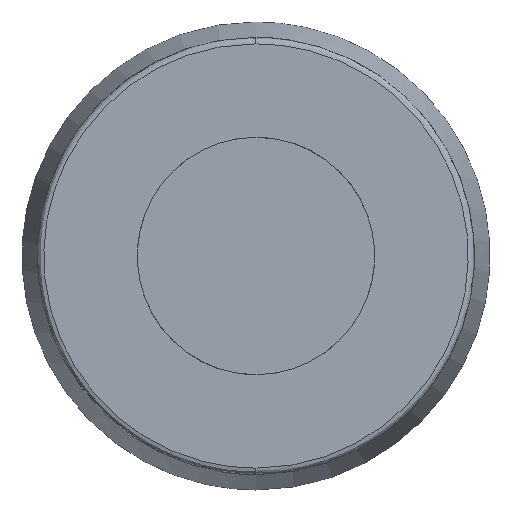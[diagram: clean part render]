
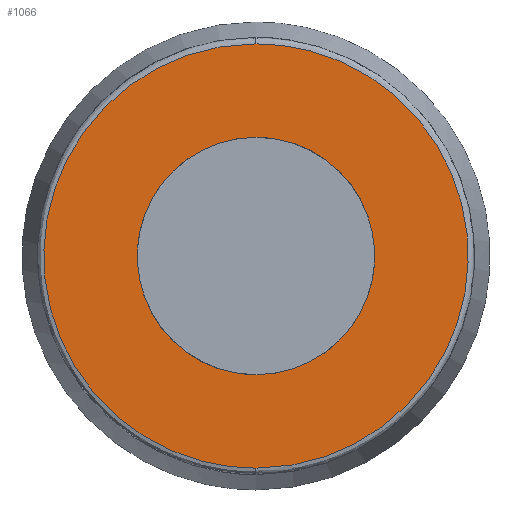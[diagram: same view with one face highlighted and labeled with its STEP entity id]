
A CAD part, front view. The second image highlights one B-rep face of the part: STEP entity #1066.
In plain terms, the highlighted free-form (B-spline) face has degree [1, 1] with [2, 2] control points.
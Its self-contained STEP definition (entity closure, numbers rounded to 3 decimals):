
#566 = EDGE_CURVE('',#567,#569,#571,.T.);
#567 = VERTEX_POINT('',#568);
#568 = CARTESIAN_POINT('',(0.,0.,14.231));
#569 = VERTEX_POINT('',#570);
#570 = CARTESIAN_POINT('',(0.,0.,-14.231));
#571 = ( BOUNDED_CURVE() B_SPLINE_CURVE(2,(#572,#573,#574,#575,#576),
.UNSPECIFIED.,.F.,.F.) B_SPLINE_CURVE_WITH_KNOTS((3,2,3),(3.142,
4.712,6.283),.PIECEWISE_BEZIER_KNOTS.) CURVE() 
GEOMETRIC_REPRESENTATION_ITEM() RATIONAL_B_SPLINE_CURVE((1.,
0.707,1.,0.707,1.)) REPRESENTATION_ITEM('') );
#572 = CARTESIAN_POINT('',(0.,0.,14.231));
#573 = CARTESIAN_POINT('',(-14.231,0.,14.231));
#574 = CARTESIAN_POINT('',(-14.231,0.,0.));
#575 = CARTESIAN_POINT('',(-14.231,0.,-14.231));
#576 = CARTESIAN_POINT('',(0.,0.,-14.231));
#788 = VERTEX_POINT('',#789);
#789 = CARTESIAN_POINT('',(0.,0.,-7.963));
#794 = EDGE_CURVE('',#795,#788,#797,.T.);
#795 = VERTEX_POINT('',#796);
#796 = CARTESIAN_POINT('',(0.,0.,7.963));
#797 = ( BOUNDED_CURVE() B_SPLINE_CURVE(2,(#798,#799,#800,#801,#802),
.UNSPECIFIED.,.F.,.F.) B_SPLINE_CURVE_WITH_KNOTS((3,2,3),(3.142,
4.712,6.283),.PIECEWISE_BEZIER_KNOTS.) CURVE() 
GEOMETRIC_REPRESENTATION_ITEM() RATIONAL_B_SPLINE_CURVE((1.,
0.707,1.,0.707,1.)) REPRESENTATION_ITEM('') );
#798 = CARTESIAN_POINT('',(0.,0.,7.963));
#799 = CARTESIAN_POINT('',(-7.963,0.,7.963));
#800 = CARTESIAN_POINT('',(-7.963,0.,0.));
#801 = CARTESIAN_POINT('',(-7.963,0.,-7.963));
#802 = CARTESIAN_POINT('',(0.,0.,-7.963));
#1066 = ADVANCED_FACE('',(#1067,#1078),#1089,.F.);
#1067 = FACE_BOUND('',#1068,.T.);
#1068 = EDGE_LOOP('',(#1069,#1077));
#1069 = ORIENTED_EDGE('',*,*,#1070,.F.);
#1070 = EDGE_CURVE('',#788,#795,#1071,.T.);
#1071 = ( BOUNDED_CURVE() B_SPLINE_CURVE(2,(#1072,#1073,#1074,#1075,
#1076),.UNSPECIFIED.,.F.,.F.) B_SPLINE_CURVE_WITH_KNOTS((3,2,3),(0.,
1.571,3.142),.PIECEWISE_BEZIER_KNOTS.) CURVE() 
GEOMETRIC_REPRESENTATION_ITEM() RATIONAL_B_SPLINE_CURVE((1.,
0.707,1.,0.707,1.)) REPRESENTATION_ITEM('') );
#1072 = CARTESIAN_POINT('',(0.,0.,-7.963));
#1073 = CARTESIAN_POINT('',(7.963,0.,-7.963));
#1074 = CARTESIAN_POINT('',(7.963,0.,0.));
#1075 = CARTESIAN_POINT('',(7.963,0.,7.963));
#1076 = CARTESIAN_POINT('',(0.,0.,7.963));
#1077 = ORIENTED_EDGE('',*,*,#794,.F.);
#1078 = FACE_BOUND('',#1079,.T.);
#1079 = EDGE_LOOP('',(#1080,#1088));
#1080 = ORIENTED_EDGE('',*,*,#1081,.T.);
#1081 = EDGE_CURVE('',#569,#567,#1082,.T.);
#1082 = ( BOUNDED_CURVE() B_SPLINE_CURVE(2,(#1083,#1084,#1085,#1086,
#1087),.UNSPECIFIED.,.F.,.F.) B_SPLINE_CURVE_WITH_KNOTS((3,2,3),(0.,
1.571,3.142),.PIECEWISE_BEZIER_KNOTS.) CURVE() 
GEOMETRIC_REPRESENTATION_ITEM() RATIONAL_B_SPLINE_CURVE((1.,
0.707,1.,0.707,1.)) REPRESENTATION_ITEM('') );
#1083 = CARTESIAN_POINT('',(0.,0.,-14.231));
#1084 = CARTESIAN_POINT('',(14.231,0.,-14.231));
#1085 = CARTESIAN_POINT('',(14.231,0.,0.));
#1086 = CARTESIAN_POINT('',(14.231,0.,14.231));
#1087 = CARTESIAN_POINT('',(0.,0.,14.231));
#1088 = ORIENTED_EDGE('',*,*,#566,.T.);
#1089 = B_SPLINE_SURFACE_WITH_KNOTS('',1,1,(
    (#1090,#1091)
    ,(#1092,#1093
    )),.UNSPECIFIED.,.F.,.F.,.F.,(2,2),(2,2),(-23.891,0.),(
    -11.945,11.945),.PIECEWISE_BEZIER_KNOTS.);
#1090 = CARTESIAN_POINT('',(-14.231,0.,
    -14.231));
#1091 = CARTESIAN_POINT('',(14.231,0.,
    -14.231));
#1092 = CARTESIAN_POINT('',(-14.231,0.,
    14.231));
#1093 = CARTESIAN_POINT('',(14.231,0.,
    14.231));
